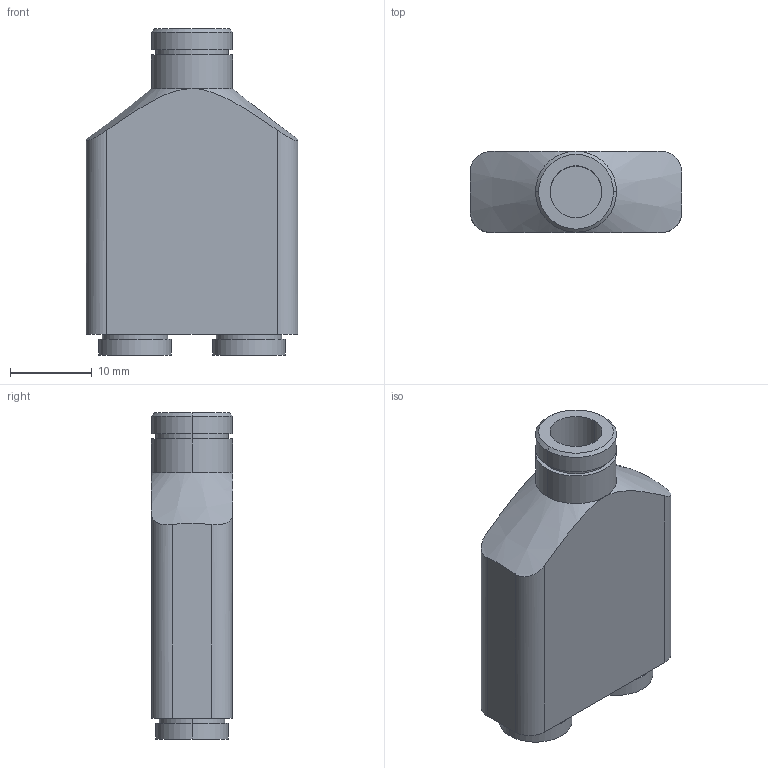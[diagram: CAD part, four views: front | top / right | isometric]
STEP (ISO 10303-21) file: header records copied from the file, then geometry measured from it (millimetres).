
FILE_DESCRIPTION((''),'2;1');
FILE_NAME('ILCP3022001','2006-11-21T',('KR'),(''),'PRO/ENGINEER BY PARAMETRIC TECHNOLOGY CORPORATION, 2005180','PRO/ENGINEER BY PARAMETRIC TECHNOLOGY CORPORATION, 2005180','');
FILE_SCHEMA(('AUTOMOTIVE_DESIGN_CC2 { 1 2 10303 214 -1 1 5 2 }'));
Length unit declared in the file: inch
Products named in the file (1): ILCP3022001
Bounding box: 25.91 x 9.91 x 39.88 mm (x, y, z)
Volume: 6265 mm3; surface area: 3777.3 mm2
Topology: 1 solids, 1 shells, 43 faces, 92 edges, 60 vertices
Faces by surface type: cylinder 24, plane 15, cone 4
Entity records: 1379 total; most frequent: CARTESIAN_POINT 291, DIRECTION 216, ORIENTED_EDGE 184, COLOUR_RGB 105, EDGE_CURVE 92, AXIS2_PLACEMENT_3D 91, VERTEX_POINT 60, EDGE_LOOP 52
